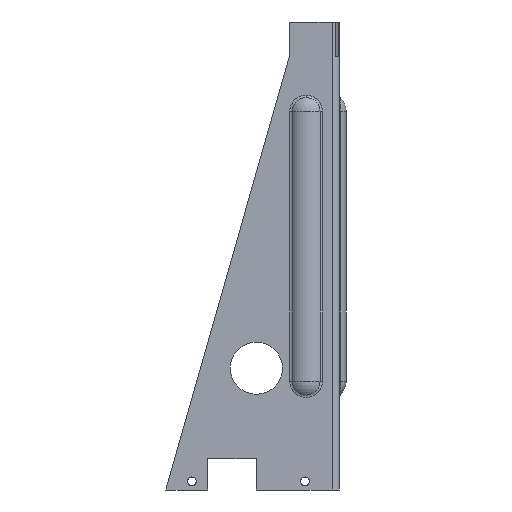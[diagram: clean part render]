
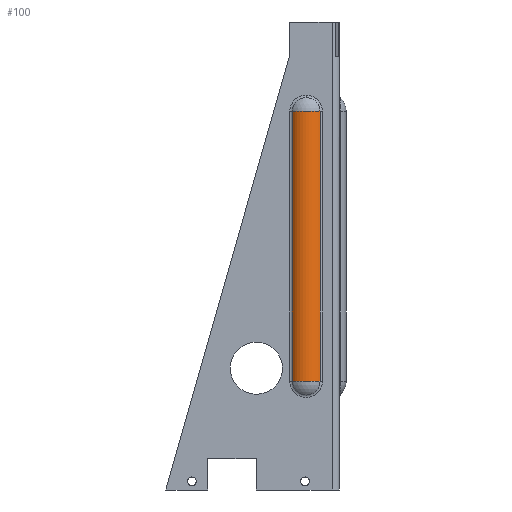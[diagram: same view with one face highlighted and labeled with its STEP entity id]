
A CAD part, front view. The second image highlights one B-rep face of the part: STEP entity #100.
In plain terms, the highlighted cylindrical face has radius 11.031 mm (diameter 22.063 mm), a partial arc.
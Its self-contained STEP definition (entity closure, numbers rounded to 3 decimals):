
#19 = VERTEX_POINT ( 'NONE', #340 ) ;
#43 = DIRECTION ( 'NONE',  ( 0., 0., -1. ) ) ;
#100 = ADVANCED_FACE ( 'NONE', ( #1751 ), #1703, .T. ) ;
#139 = CARTESIAN_POINT ( 'NONE',  ( -25.309, -2.614, -206.36 ) ) ;
#244 = ORIENTED_EDGE ( 'NONE', *, *, #391, .F. ) ;
#323 = EDGE_CURVE ( 'NONE', #1359, #19, #1393, .T. ) ;
#340 = CARTESIAN_POINT ( 'NONE',  ( -9.404, -2.614, -51.36 ) ) ;
#351 = DIRECTION ( 'NONE',  ( 0., 0., -1. ) ) ;
#391 = EDGE_CURVE ( 'NONE', #1359, #1720, #1778, .T. ) ;
#473 = CIRCLE ( 'NONE', #1758, 11.031 ) ;
#479 = VECTOR ( 'NONE', #1065, 1000. ) ;
#674 = DIRECTION ( 'NONE',  ( 1., 0., 0. ) ) ;
#832 = DIRECTION ( 'NONE',  ( 0., 0., -1. ) ) ;
#874 = EDGE_CURVE ( 'NONE', #19, #1221, #473, .T. ) ;
#896 = ORIENTED_EDGE ( 'NONE', *, *, #1967, .T. ) ;
#899 = CARTESIAN_POINT ( 'NONE',  ( -17.356, 5.031, -51.36 ) ) ;
#1065 = DIRECTION ( 'NONE',  ( 0., 0., 1. ) ) ;
#1154 = CARTESIAN_POINT ( 'NONE',  ( -9.404, -2.614, -221.884 ) ) ;
#1221 = VERTEX_POINT ( 'NONE', #2191 ) ;
#1306 = AXIS2_PLACEMENT_3D ( 'NONE', #1680, #1515, #674 ) ;
#1359 = VERTEX_POINT ( 'NONE', #1400 ) ;
#1393 = LINE ( 'NONE', #1154, #479 ) ;
#1400 = CARTESIAN_POINT ( 'NONE',  ( -9.404, -2.614, -206.36 ) ) ;
#1513 = DIRECTION ( 'NONE',  ( 1., 0., 0. ) ) ;
#1515 = DIRECTION ( 'NONE',  ( 0., 0., 1. ) ) ;
#1539 = EDGE_LOOP ( 'NONE', ( #2074, #896, #244, #1594 ) ) ;
#1555 = CARTESIAN_POINT ( 'NONE',  ( -25.309, -2.614, -221.884 ) ) ;
#1594 = ORIENTED_EDGE ( 'NONE', *, *, #323, .T. ) ;
#1680 = CARTESIAN_POINT ( 'NONE',  ( -17.356, 5.031, -221.884 ) ) ;
#1703 = CYLINDRICAL_SURFACE ( 'NONE', #1306, 11.031 ) ;
#1720 = VERTEX_POINT ( 'NONE', #139 ) ;
#1728 = VECTOR ( 'NONE', #351, 1000. ) ;
#1751 = FACE_OUTER_BOUND ( 'NONE', #1539, .T. ) ;
#1758 = AXIS2_PLACEMENT_3D ( 'NONE', #899, #43, #2084 ) ;
#1778 = CIRCLE ( 'NONE', #1909, 11.031 ) ;
#1841 = CARTESIAN_POINT ( 'NONE',  ( -17.356, 5.031, -206.36 ) ) ;
#1843 = LINE ( 'NONE', #1555, #1728 ) ;
#1909 = AXIS2_PLACEMENT_3D ( 'NONE', #1841, #832, #1513 ) ;
#1967 = EDGE_CURVE ( 'NONE', #1221, #1720, #1843, .T. ) ;
#2074 = ORIENTED_EDGE ( 'NONE', *, *, #874, .T. ) ;
#2084 = DIRECTION ( 'NONE',  ( 1., 0., 0. ) ) ;
#2191 = CARTESIAN_POINT ( 'NONE',  ( -25.309, -2.614, -51.36 ) ) ;
